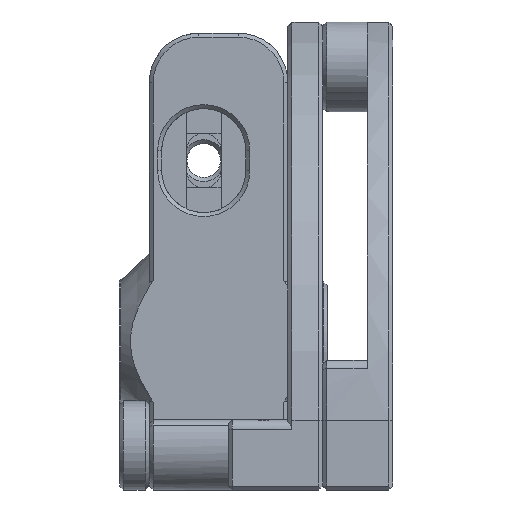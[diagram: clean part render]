
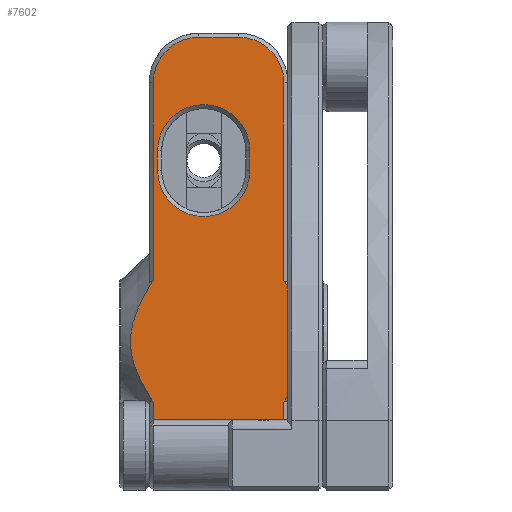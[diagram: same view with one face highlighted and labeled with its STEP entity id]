
A CAD part, front view. The second image highlights one B-rep face of the part: STEP entity #7602.
In plain terms, the highlighted planar face has unit normal (0, -1, 0).
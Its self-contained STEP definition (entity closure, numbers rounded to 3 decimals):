
#69=(
BOUNDED_CURVE()
B_SPLINE_CURVE(2,(#12019,#12020,#12021),.UNSPECIFIED.,.F.,.F.)
B_SPLINE_CURVE_WITH_KNOTS((3,3),(0.316,0.381),
 .UNSPECIFIED.)
CURVE()
GEOMETRIC_REPRESENTATION_ITEM()
RATIONAL_B_SPLINE_CURVE((1.18,1.195,1.209))
REPRESENTATION_ITEM('')
);
#70=(
BOUNDED_CURVE()
B_SPLINE_CURVE(2,(#12023,#12024,#12025),.UNSPECIFIED.,.F.,.F.)
B_SPLINE_CURVE_WITH_KNOTS((3,3),(1.833,4.824),
 .UNSPECIFIED.)
CURVE()
GEOMETRIC_REPRESENTATION_ITEM()
RATIONAL_B_SPLINE_CURVE((2.157,2.742,2.157))
REPRESENTATION_ITEM('')
);
#71=(
BOUNDED_CURVE()
B_SPLINE_CURVE(2,(#12027,#12028,#12029),.UNSPECIFIED.,.F.,.F.)
B_SPLINE_CURVE_WITH_KNOTS((3,3),(1.881,1.946),
 .UNSPECIFIED.)
CURVE()
GEOMETRIC_REPRESENTATION_ITEM()
RATIONAL_B_SPLINE_CURVE((1.209,1.195,1.18))
REPRESENTATION_ITEM('')
);
#77=(
BOUNDED_CURVE()
B_SPLINE_CURVE(2,(#12095,#12096,#12097),.UNSPECIFIED.,.F.,.F.)
B_SPLINE_CURVE_WITH_KNOTS((3,3),(0.316,0.381),
 .UNSPECIFIED.)
CURVE()
GEOMETRIC_REPRESENTATION_ITEM()
RATIONAL_B_SPLINE_CURVE((1.18,1.195,1.209))
REPRESENTATION_ITEM('')
);
#78=(
BOUNDED_CURVE()
B_SPLINE_CURVE(2,(#12099,#12100,#12101),.UNSPECIFIED.,.F.,.F.)
B_SPLINE_CURVE_WITH_KNOTS((3,3),(1.875,4.911),
 .UNSPECIFIED.)
CURVE()
GEOMETRIC_REPRESENTATION_ITEM()
RATIONAL_B_SPLINE_CURVE((2.185,2.779,2.185))
REPRESENTATION_ITEM('')
);
#79=(
BOUNDED_CURVE()
B_SPLINE_CURVE(2,(#12103,#12104,#12105),.UNSPECIFIED.,.F.,.F.)
B_SPLINE_CURVE_WITH_KNOTS((3,3),(1.881,1.946),
 .UNSPECIFIED.)
CURVE()
GEOMETRIC_REPRESENTATION_ITEM()
RATIONAL_B_SPLINE_CURVE((1.209,1.195,1.18))
REPRESENTATION_ITEM('')
);
#229=FACE_BOUND('',#1553,.T.);
#463=CIRCLE('',#8270,4.65);
#465=CIRCLE('',#8274,4.65);
#470=CIRCLE('',#8283,4.6);
#471=CIRCLE('',#8284,4.6);
#1073=FACE_OUTER_BOUND('',#1552,.T.);
#1552=EDGE_LOOP('',(#5805,#5806,#5807,#5808,#5809,#5810,#5811,#5812,#5813,
#5814,#5815,#5816,#5817,#5818));
#1553=EDGE_LOOP('',(#5819,#5820,#5821,#5822));
#2122=LINE('',#12449,#2744);
#2125=LINE('',#12458,#2747);
#2132=LINE('',#12477,#2754);
#2133=LINE('',#12481,#2755);
#2134=LINE('',#12484,#2756);
#2135=LINE('',#12486,#2757);
#2136=LINE('',#12488,#2758);
#2137=LINE('',#12489,#2759);
#2744=VECTOR('',#9770,10.);
#2747=VECTOR('',#9781,10.);
#2754=VECTOR('',#9800,10.);
#2755=VECTOR('',#9803,10.);
#2756=VECTOR('',#9806,10.);
#2757=VECTOR('',#9807,10.);
#2758=VECTOR('',#9808,10.);
#2759=VECTOR('',#9809,10.);
#3309=VERTEX_POINT('',#12014);
#3310=VERTEX_POINT('',#12018);
#3311=VERTEX_POINT('',#12022);
#3312=VERTEX_POINT('',#12026);
#3335=VERTEX_POINT('',#12090);
#3336=VERTEX_POINT('',#12094);
#3337=VERTEX_POINT('',#12098);
#3338=VERTEX_POINT('',#12102);
#3395=VERTEX_POINT('',#12438);
#3396=VERTEX_POINT('',#12440);
#3399=VERTEX_POINT('',#12447);
#3401=VERTEX_POINT('',#12453);
#3407=VERTEX_POINT('',#12476);
#3408=VERTEX_POINT('',#12478);
#3409=VERTEX_POINT('',#12480);
#3410=VERTEX_POINT('',#12482);
#3411=VERTEX_POINT('',#12485);
#3412=VERTEX_POINT('',#12487);
#4123=EDGE_CURVE('',#3309,#3310,#69,.T.);
#4124=EDGE_CURVE('',#3311,#3310,#70,.T.);
#4125=EDGE_CURVE('',#3311,#3312,#71,.T.);
#4153=EDGE_CURVE('',#3335,#3336,#77,.T.);
#4154=EDGE_CURVE('',#3337,#3336,#78,.T.);
#4155=EDGE_CURVE('',#3337,#3338,#79,.T.);
#4249=EDGE_CURVE('',#3395,#3396,#463,.T.);
#4253=EDGE_CURVE('',#3399,#3395,#2122,.T.);
#4256=EDGE_CURVE('',#3401,#3399,#465,.T.);
#4258=EDGE_CURVE('',#3396,#3401,#2125,.T.);
#4268=EDGE_CURVE('',#3407,#3335,#2132,.T.);
#4269=EDGE_CURVE('',#3408,#3407,#470,.T.);
#4270=EDGE_CURVE('',#3409,#3408,#2133,.T.);
#4271=EDGE_CURVE('',#3410,#3409,#471,.T.);
#4272=EDGE_CURVE('',#3312,#3410,#2134,.T.);
#4273=EDGE_CURVE('',#3411,#3309,#2135,.T.);
#4274=EDGE_CURVE('',#3412,#3411,#2136,.T.);
#4275=EDGE_CURVE('',#3338,#3412,#2137,.T.);
#5805=ORIENTED_EDGE('',*,*,#4155,.F.);
#5806=ORIENTED_EDGE('',*,*,#4154,.T.);
#5807=ORIENTED_EDGE('',*,*,#4153,.F.);
#5808=ORIENTED_EDGE('',*,*,#4268,.F.);
#5809=ORIENTED_EDGE('',*,*,#4269,.F.);
#5810=ORIENTED_EDGE('',*,*,#4270,.F.);
#5811=ORIENTED_EDGE('',*,*,#4271,.F.);
#5812=ORIENTED_EDGE('',*,*,#4272,.F.);
#5813=ORIENTED_EDGE('',*,*,#4125,.F.);
#5814=ORIENTED_EDGE('',*,*,#4124,.T.);
#5815=ORIENTED_EDGE('',*,*,#4123,.F.);
#5816=ORIENTED_EDGE('',*,*,#4273,.F.);
#5817=ORIENTED_EDGE('',*,*,#4274,.F.);
#5818=ORIENTED_EDGE('',*,*,#4275,.F.);
#5819=ORIENTED_EDGE('',*,*,#4249,.F.);
#5820=ORIENTED_EDGE('',*,*,#4253,.F.);
#5821=ORIENTED_EDGE('',*,*,#4256,.F.);
#5822=ORIENTED_EDGE('',*,*,#4258,.F.);
#7319=PLANE('',#8282);
#7602=ADVANCED_FACE('',(#1073,#229),#7319,.T.);
#8270=AXIS2_PLACEMENT_3D('',#12441,#9762,#9763);
#8274=AXIS2_PLACEMENT_3D('',#12455,#9775,#9776);
#8282=AXIS2_PLACEMENT_3D('',#12475,#9798,#9799);
#8283=AXIS2_PLACEMENT_3D('',#12479,#9801,#9802);
#8284=AXIS2_PLACEMENT_3D('',#12483,#9804,#9805);
#9762=DIRECTION('center_axis',(0.,-1.,0.));
#9763=DIRECTION('ref_axis',(-1.,0.,0.));
#9770=DIRECTION('',(0.,0.,-1.));
#9775=DIRECTION('center_axis',(0.,-1.,0.));
#9776=DIRECTION('ref_axis',(1.,0.,0.));
#9781=DIRECTION('',(0.,0.,1.));
#9798=DIRECTION('center_axis',(0.,-1.,0.));
#9799=DIRECTION('ref_axis',(0.,0.,1.));
#9800=DIRECTION('',(0.,0.,-1.));
#9801=DIRECTION('center_axis',(0.,1.,0.));
#9802=DIRECTION('ref_axis',(0.707,0.,0.707));
#9803=DIRECTION('',(1.,0.,0.));
#9804=DIRECTION('center_axis',(0.,1.,0.));
#9805=DIRECTION('ref_axis',(-0.707,0.,0.707));
#9806=DIRECTION('',(0.,0.,1.));
#9807=DIRECTION('',(0.,0.,1.));
#9808=DIRECTION('',(-1.,0.,0.));
#9809=DIRECTION('',(0.,0.,-1.));
#12014=CARTESIAN_POINT('',(-24.175,-15.5,-6.123));
#12018=CARTESIAN_POINT('',(-24.575,-15.5,-5.496));
#12019=CARTESIAN_POINT('Ctrl Pts',(-24.175,-15.5,-6.123));
#12020=CARTESIAN_POINT('Ctrl Pts',(-24.386,-15.5,-5.803));
#12021=CARTESIAN_POINT('Ctrl Pts',(-24.575,-15.5,-5.496));
#12022=CARTESIAN_POINT('',(-24.575,-15.5,5.496));
#12023=CARTESIAN_POINT('Ctrl Pts',(-24.575,-15.5,5.496));
#12024=CARTESIAN_POINT('Ctrl Pts',(-27.969,-15.5,0.));
#12025=CARTESIAN_POINT('Ctrl Pts',(-24.575,-15.5,-5.496));
#12026=CARTESIAN_POINT('',(-24.175,-15.5,6.123));
#12027=CARTESIAN_POINT('Ctrl Pts',(-24.575,-15.5,5.496));
#12028=CARTESIAN_POINT('Ctrl Pts',(-24.386,-15.5,5.803));
#12029=CARTESIAN_POINT('Ctrl Pts',(-24.175,-15.5,6.123));
#12090=CARTESIAN_POINT('',(-10.975,-15.5,6.123));
#12094=CARTESIAN_POINT('',(-10.575,-15.5,5.496));
#12095=CARTESIAN_POINT('Ctrl Pts',(-10.975,-15.5,6.123));
#12096=CARTESIAN_POINT('Ctrl Pts',(-10.764,-15.5,5.803));
#12097=CARTESIAN_POINT('Ctrl Pts',(-10.575,-15.5,5.496));
#12098=CARTESIAN_POINT('',(-10.575,-15.5,-5.496));
#12099=CARTESIAN_POINT('Ctrl Pts',(-10.575,-15.5,-5.496));
#12100=CARTESIAN_POINT('Ctrl Pts',(-7.181,-15.5,0.));
#12101=CARTESIAN_POINT('Ctrl Pts',(-10.575,-15.5,5.496));
#12102=CARTESIAN_POINT('',(-10.975,-15.5,-6.123));
#12103=CARTESIAN_POINT('Ctrl Pts',(-10.575,-15.5,-5.496));
#12104=CARTESIAN_POINT('Ctrl Pts',(-10.764,-15.5,-5.803));
#12105=CARTESIAN_POINT('Ctrl Pts',(-10.975,-15.5,-6.123));
#12438=CARTESIAN_POINT('',(-23.725,-15.5,17.25));
#12440=CARTESIAN_POINT('',(-14.425,-15.5,17.25));
#12441=CARTESIAN_POINT('Origin',(-19.075,-15.5,17.25));
#12447=CARTESIAN_POINT('',(-23.725,-15.5,19.25));
#12449=CARTESIAN_POINT('',(-23.725,-15.5,2.875));
#12453=CARTESIAN_POINT('',(-14.425,-15.5,19.25));
#12455=CARTESIAN_POINT('Origin',(-19.075,-15.5,19.25));
#12458=CARTESIAN_POINT('',(-14.425,-15.5,3.875));
#12475=CARTESIAN_POINT('Origin',(-10.575,-15.5,-11.5));
#12476=CARTESIAN_POINT('',(-10.975,-15.5,26.1));
#12477=CARTESIAN_POINT('',(-10.975,-15.5,-1.725));
#12478=CARTESIAN_POINT('',(-15.575,-15.5,30.7));
#12479=CARTESIAN_POINT('Origin',(-15.575,-15.5,26.1));
#12480=CARTESIAN_POINT('',(-19.575,-15.5,30.7));
#12481=CARTESIAN_POINT('',(-10.575,-15.5,30.7));
#12482=CARTESIAN_POINT('',(-24.175,-15.5,26.1));
#12483=CARTESIAN_POINT('Origin',(-19.575,-15.5,26.1));
#12484=CARTESIAN_POINT('',(-24.175,-15.5,-1.725));
#12485=CARTESIAN_POINT('',(-24.175,-15.5,-11.5));
#12486=CARTESIAN_POINT('',(-24.175,-15.5,-1.725));
#12487=CARTESIAN_POINT('',(-10.975,-15.5,-11.5));
#12488=CARTESIAN_POINT('',(-10.575,-15.5,-11.5));
#12489=CARTESIAN_POINT('',(-10.975,-15.5,-1.725));
